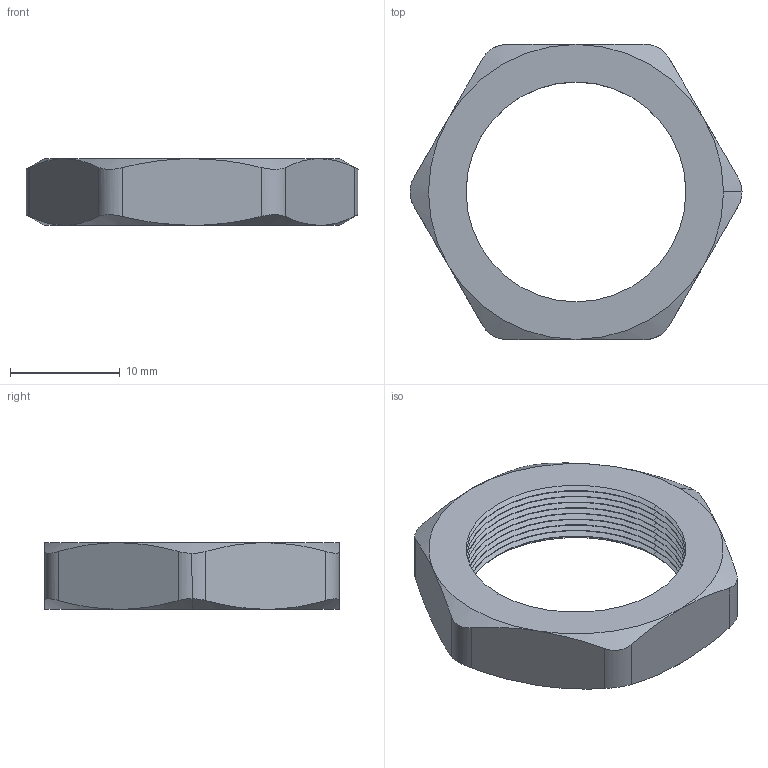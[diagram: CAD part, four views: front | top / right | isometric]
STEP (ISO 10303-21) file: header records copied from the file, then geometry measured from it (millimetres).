
FILE_DESCRIPTION (( 'STEP AP203' ), '1' );
FILE_NAME ('NM-20-GY.STEP', '2008-06-23T12:07:33', ( 'BSI 02' ), ( 'BAYSTATE' ), 'SwSTEP 2.0', 'SolidWorks 2007', '' );
FILE_SCHEMA (( 'CONFIG_CONTROL_DESIGN' ));
Length unit declared in the file: inch
Products named in the file (1): NM-20-GY
Bounding box: 30.3 x 26.92 x 6.1 mm (x, y, z)
Volume: 1755.2 mm3; surface area: 1860.4 mm2
Topology: 1 solids, 1 shells, 87 faces, 186 edges, 101 vertices
Faces by surface type: cone 54, cylinder 25, plane 8
Entity records: 2534 total; most frequent: CARTESIAN_POINT 622, DIRECTION 397, ORIENTED_EDGE 372, EDGE_CURVE 186, AXIS2_PLACEMENT_3D 162, VERTEX_POINT 101, EDGE_LOOP 89, FACE_OUTER_BOUND 87
